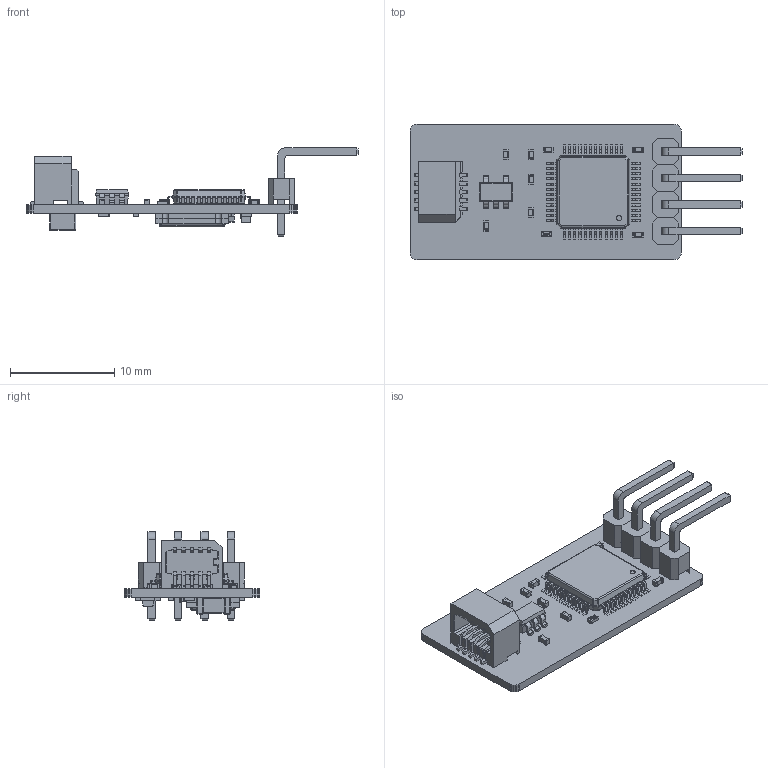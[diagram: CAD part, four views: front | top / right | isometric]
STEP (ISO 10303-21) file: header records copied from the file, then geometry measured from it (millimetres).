
FILE_DESCRIPTION(('Open CASCADE Model'),'2;1');
FILE_NAME('Open CASCADE Shape Model','2022-08-03T10:55:31',('Author'),( 'Open CASCADE'),'Open CASCADE STEP processor 6.8','Open CASCADE 6.8' ,'Unknown');
FILE_SCHEMA(('AUTOMOTIVE_DESIGN { 1 0 10303 214 1 1 1 1 }'));
Length unit declared in the file: millimetre
Products named in the file (48): PCB; Board; Open CASCADE STEP translator 6.8 1.1.1; R5; User_Library-R_0402; R3; R1; C1; User_Library-C0402-1; C3; C4; C5; C6; C7; C8; C9; C10; C11; CAPC0603; DA1; User_Library-SOT23-5-3; User_Library-SOT23-5-3_Free-Models003; User_Library-SOT23-5-3_Fusion; DD1; vbh48a; BODY_VBH48A; LEAD_VBH48A; G1; User_Library-KXO-97V; R4; R6; X1; 533091070; Open CASCADE STEP translator 6.8 1.20.1.1; Open CASCADE STEP translator 6.8 1.20.1.2; X2; User_Library-PLS-4R_gold; R2; VD1; User_Library-LTST-C190GKT ...
Assembly tree (107 placements, depth 4):
  PCB
    Board
      Open CASCADE STEP translator 6.8 1.1.1
    R5
      User_Library-R_0402
    R3
      User_Library-R_0402
    R1
      User_Library-R_0402
    C1
      User_Library-C0402-1
    C3
      User_Library-C0402-1
    C4
      User_Library-C0402-1
    C5
      User_Library-C0402-1
    C6
      User_Library-C0402-1
    C7
      User_Library-C0402-1
    C8
      User_Library-C0402-1
    C9
      User_Library-C0402-1
    C10
      User_Library-C0402-1
    C11
      CAPC0603
    DA1
      User_Library-SOT23-5-3
        User_Library-SOT23-5-3_Free-Models003
        User_Library-SOT23-5-3_Fusion
    DD1
      vbh48a
        BODY_VBH48A
        LEAD_VBH48A  x48
    G1
      User_Library-KXO-97V
    R4
      User_Library-R_0402
    R6
      User_Library-R_0402
    X1
      533091070
        Open CASCADE STEP translator 6.8 1.20.1.1
        Open CASCADE STEP translator 6.8 1.20.1.2
    X2
      User_Library-PLS-4R_gold
    R2
      User_Library-R_0402
    VD1
      User_Library-LTST-C190GKT
        Pad005
        Pad001
        Pad004
        Pad003
        Lens
        Pad
    C2
Bounding box: 31.83 x 13 x 8.45 mm (x, y, z)
Volume: 559 mm3; surface area: 1726.8 mm2
Topology: 104 solids, 104 shells, 2915 faces, 7215 edges, 4522 vertices
Faces by surface type: plane 1787, cylinder 572, bspline 362, sphere 194
Entity records: 43132 total; most frequent: CARTESIAN_POINT 9595, ORIENTED_EDGE 6004, DIRECTION 5507, EDGE_CURVE 3002, LINE 2487, VECTOR 2487, VERTEX_POINT 1896, AXIS2_PLACEMENT_3D 1510
